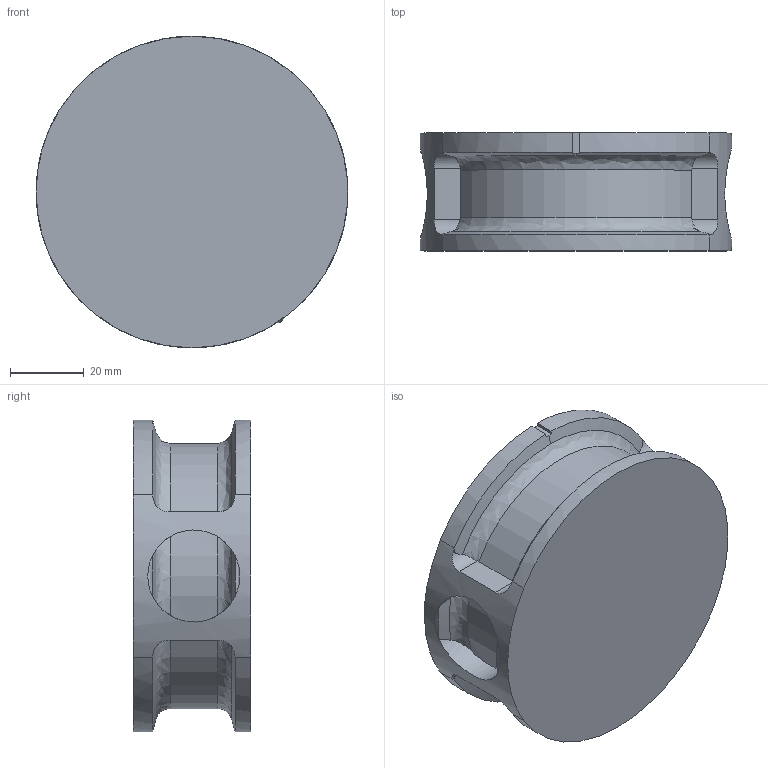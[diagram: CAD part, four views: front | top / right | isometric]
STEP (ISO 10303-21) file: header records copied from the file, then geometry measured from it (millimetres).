
FILE_DESCRIPTION (( 'STEP AP203' ), '1' );
FILE_NAME ('L5_Default_sldprt.STEP', '2024-10-16T02:19:51', ( '' ), ( '' ), 'SwSTEP 2.0', 'SolidWorks 2022', '' );
FILE_SCHEMA (( 'CONFIG_CONTROL_DESIGN' ));
Length unit declared in the file: millimetre
Products named in the file (1): L5_Default_sldprt
Bounding box: 84.6 x 32 x 84.6 mm (x, y, z)
Volume: 139859 mm3; surface area: 24906.2 mm2
Topology: 2 solids, 2 shells, 95 faces, 250 edges, 165 vertices
Faces by surface type: cylinder 38, plane 31, bspline 16, cone 10
Entity records: 4971 total; most frequent: CARTESIAN_POINT 2788, ORIENTED_EDGE 500, DIRECTION 350, EDGE_CURVE 250, VERTEX_POINT 165, AXIS2_PLACEMENT_3D 143, B_SPLINE_CURVE_WITH_KNOTS 121, EDGE_LOOP 101
